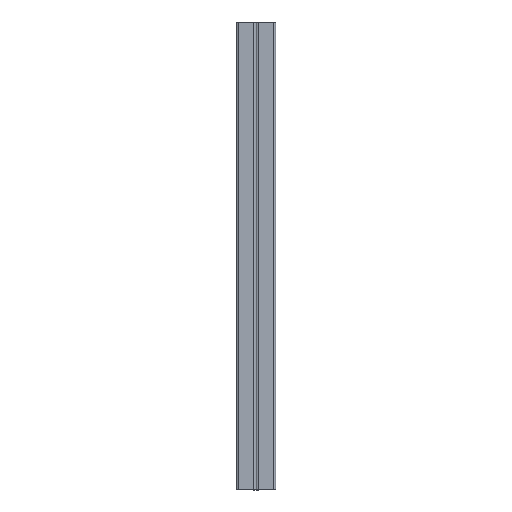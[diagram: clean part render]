
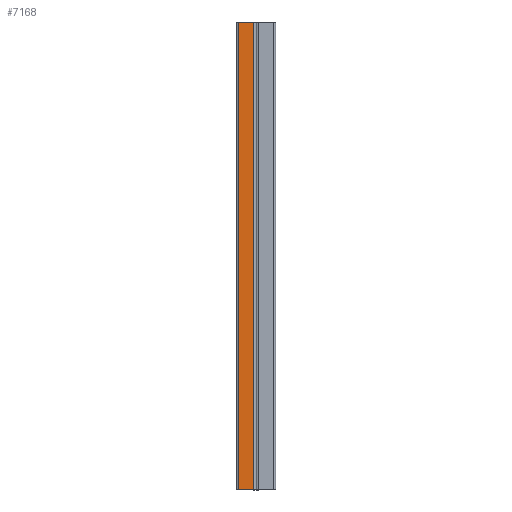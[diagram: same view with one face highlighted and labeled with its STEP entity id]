
A CAD part, left-side view. The second image highlights one B-rep face of the part: STEP entity #7168.
In plain terms, the highlighted planar face has unit normal (-1, 0, 0).
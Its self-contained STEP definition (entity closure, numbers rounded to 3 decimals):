
#206 = CARTESIAN_POINT ( 'NONE',  ( -20.5, 2.25, -250. ) ) ;
#211 = FACE_OUTER_BOUND ( 'NONE', #27105, .T. ) ;
#286 = EDGE_CURVE ( 'NONE', #22791, #5727, #20534, .T. ) ;
#2152 = DIRECTION ( 'NONE',  ( 0., 1., 0. ) ) ;
#3109 = CARTESIAN_POINT ( 'NONE',  ( -20.5, 0., -250. ) ) ;
#3212 = PLANE ( 'NONE',  #11338 ) ;
#4949 = CARTESIAN_POINT ( 'NONE',  ( -20.5, 18.75, -250. ) ) ;
#5727 = VERTEX_POINT ( 'NONE', #22053 ) ;
#5978 = VECTOR ( 'NONE', #2152, 1000. ) ;
#7168 = ADVANCED_FACE ( 'NONE', ( #211 ), #3212, .F. ) ;
#7348 = ORIENTED_EDGE ( 'NONE', *, *, #21871, .T. ) ;
#8209 = CARTESIAN_POINT ( 'NONE',  ( -20.5, 0., -500. ) ) ;
#9481 = DIRECTION ( 'NONE',  ( 0., 0., 1. ) ) ;
#11338 = AXIS2_PLACEMENT_3D ( 'NONE', #3109, #27304, #27207 ) ;
#13144 = ORIENTED_EDGE ( 'NONE', *, *, #286, .T. ) ;
#15728 = VECTOR ( 'NONE', #9481, 1000. ) ;
#16393 = LINE ( 'NONE', #206, #20586 ) ;
#17018 = EDGE_CURVE ( 'NONE', #26565, #25667, #23135, .T. ) ;
#18598 = VECTOR ( 'NONE', #26231, 1000. ) ;
#19910 = LINE ( 'NONE', #4949, #15728 ) ;
#20534 = LINE ( 'NONE', #25754, #5978 ) ;
#20586 = VECTOR ( 'NONE', #24556, 1000. ) ;
#20898 = ORIENTED_EDGE ( 'NONE', *, *, #21500, .F. ) ;
#21145 = CARTESIAN_POINT ( 'NONE',  ( -20.5, 2.25, -500. ) ) ;
#21500 = EDGE_CURVE ( 'NONE', #25667, #5727, #19910, .T. ) ;
#21871 = EDGE_CURVE ( 'NONE', #26565, #22791, #16393, .T. ) ;
#22053 = CARTESIAN_POINT ( 'NONE',  ( -20.5, 18.75, 0. ) ) ;
#22791 = VERTEX_POINT ( 'NONE', #27415 ) ;
#23135 = LINE ( 'NONE', #8209, #18598 ) ;
#24556 = DIRECTION ( 'NONE',  ( 0., 0., 1. ) ) ;
#25667 = VERTEX_POINT ( 'NONE', #26622 ) ;
#25754 = CARTESIAN_POINT ( 'NONE',  ( -20.5, 0., 0. ) ) ;
#26231 = DIRECTION ( 'NONE',  ( 0., 1., 0. ) ) ;
#26565 = VERTEX_POINT ( 'NONE', #21145 ) ;
#26622 = CARTESIAN_POINT ( 'NONE',  ( -20.5, 18.75, -500. ) ) ;
#27105 = EDGE_LOOP ( 'NONE', ( #13144, #20898, #27802, #7348 ) ) ;
#27207 = DIRECTION ( 'NONE',  ( 0., 0., -1. ) ) ;
#27304 = DIRECTION ( 'NONE',  ( 1., 0., 0. ) ) ;
#27415 = CARTESIAN_POINT ( 'NONE',  ( -20.5, 2.25, 0. ) ) ;
#27802 = ORIENTED_EDGE ( 'NONE', *, *, #17018, .F. ) ;
